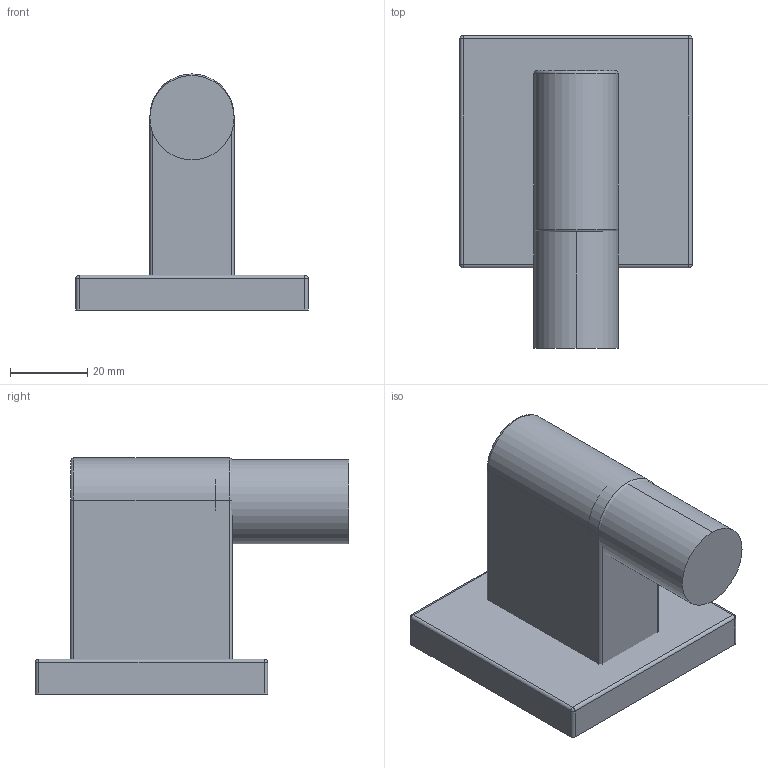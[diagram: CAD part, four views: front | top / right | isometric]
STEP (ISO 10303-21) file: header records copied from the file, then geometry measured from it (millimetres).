
FILE_DESCRIPTION (( 'STEP AP203' ), '1' );
FILE_NAME ('28450980-00.STEP', '2018-07-03T14:48:21', ( '' ), ( '' ), 'SwSTEP 2.0', 'SolidWorks 2017', '' );
FILE_SCHEMA (( 'CONFIG_CONTROL_DESIGN' ));
Length unit declared in the file: millimetre
Products named in the file (4): Planungsmodell_Anschluss-+-09.11.03.026.94-01_ _K1; Planungsmodell_Rohr_gerade-+-28.568.780-10_ _K2_21,8x34,5; Planungsmodell_Abdeckung-+-33.543.780-01_ _K38_60x9x60; 28450980-00
Assembly tree (3 placements, depth 2):
  28450980-00
    Planungsmodell_Abdeckung-+-33.543.780-01_ _K38_60x9x60
    Planungsmodell_Anschluss-+-09.11.03.026.94-01_ _K1
    Planungsmodell_Rohr_gerade-+-28.568.780-10_ _K2_21,8x34,5
Bounding box: 60 x 80.9 x 60.99 mm (x, y, z)
Volume: 90825 mm3; surface area: 20286.9 mm2
Topology: 3 solids, 3 shells, 34 faces, 72 edges, 40 vertices
Faces by surface type: cylinder 15, plane 13, sphere 4, torus 2
Entity records: 1290 total; most frequent: DIRECTION 180, CARTESIAN_POINT 148, ORIENTED_EDGE 136, AXIS2_PLACEMENT_3D 72, EDGE_CURVE 68, VERTEX_POINT 40, VECTOR 36, LINE 36
